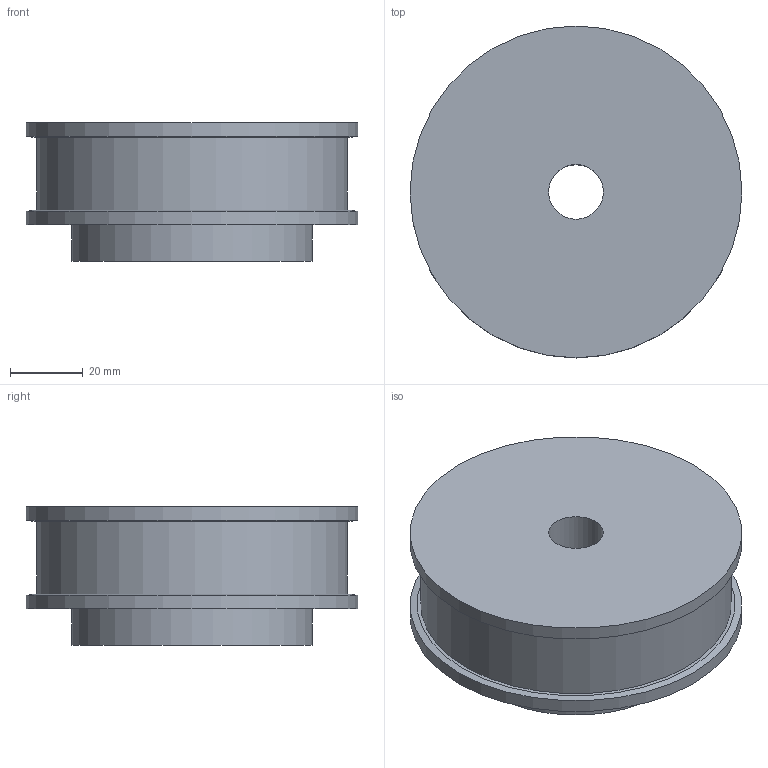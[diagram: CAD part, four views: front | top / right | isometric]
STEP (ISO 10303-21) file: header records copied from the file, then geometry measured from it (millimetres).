
FILE_DESCRIPTION(('FreeCAD Model'),'2;1');
FILE_NAME('poulie_HPC_initiale.step','2020-05-12T19:11:54',( 'Author'),(''),'Open CASCADE STEP processor 7.3','FreeCAD','Unknown' );
FILE_SCHEMA(('AUTOMOTIVE_DESIGN { 1 0 10303 214 1 1 1 1 }'));
Length unit declared in the file: millimetre
Products named in the file (1): _HPC_-_34HTD8M-20F_(S)
Bounding box: 91 x 91 x 38 mm (x, y, z)
Volume: 192839 mm3; surface area: 25816.1 mm2
Topology: 1 solids, 1 shells, 47 faces, 112 edges, 74 vertices
Faces by surface type: plane 31, cylinder 14, cone 2
Full cylindrical faces by diameter (mm): 15 x1, 66 x1, 91 x2
Entity records: 3161 total; most frequent: CARTESIAN_POINT 476, DIRECTION 454, LINE 272, VECTOR 272, ORIENTED_EDGE 224, PCURVE 224, DEFINITIONAL_REPRESENTATION 224, EDGE_CURVE 112
